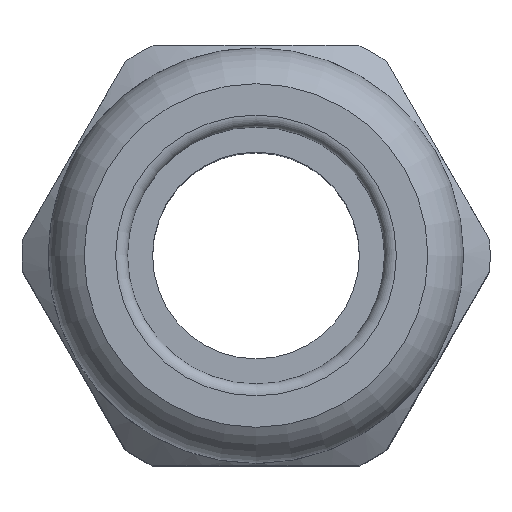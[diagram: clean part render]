
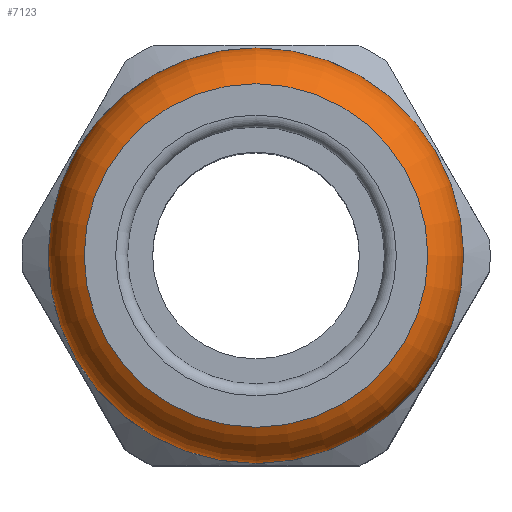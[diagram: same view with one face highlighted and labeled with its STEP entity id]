
A CAD part, top view. The second image highlights one B-rep face of the part: STEP entity #7123.
In plain terms, the highlighted toroidal (fillet/blend) face has major radius 17.6 mm and minor radius 8.5 mm.
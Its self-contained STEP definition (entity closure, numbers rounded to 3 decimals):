
#7117=TOROIDAL_SURFACE('',#25177,17.6,8.5);
#7123=ADVANCED_FACE('',(#8033,#8034),#7117,.T.);
#8033=FACE_BOUND('',#8079,.T.);
#8034=FACE_BOUND('',#8080,.T.);
#8079=EDGE_LOOP('',(#8995));
#8080=EDGE_LOOP('',(#8996));
#8995=ORIENTED_EDGE('',*,*,#15896,.F.);
#8996=ORIENTED_EDGE('',*,*,#15897,.T.);
#14170=VERTEX_POINT('',#30755);
#14171=VERTEX_POINT('',#30757);
#15896=EDGE_CURVE('',#14170,#14170,#18518,.T.);
#15897=EDGE_CURVE('',#14171,#14171,#18519,.T.);
#18518=CIRCLE('',#25175,26.1);
#18519=CIRCLE('',#25176,21.6);
#25175=AXIS2_PLACEMENT_3D('',#30754,#26227,#26228);
#25176=AXIS2_PLACEMENT_3D('',#30756,#26229,#26230);
#25177=AXIS2_PLACEMENT_3D('',#30758,#26231,#26232);
#26227=DIRECTION('',(0.,0.,-1.));
#26228=DIRECTION('',(0.866,0.5,0.));
#26229=DIRECTION('',(0.,0.,-1.));
#26230=DIRECTION('',(0.866,0.5,0.));
#26231=DIRECTION('',(0.,0.,-1.));
#26232=DIRECTION('',(-0.866,-0.5,0.));
#30754=CARTESIAN_POINT('',(0.,0.,41.));
#30755=CARTESIAN_POINT('',(22.603,13.05,41.));
#30756=CARTESIAN_POINT('',(0.,0.,48.5));
#30757=CARTESIAN_POINT('',(18.706,10.8,48.5));
#30758=CARTESIAN_POINT('',(0.,0.,41.));
